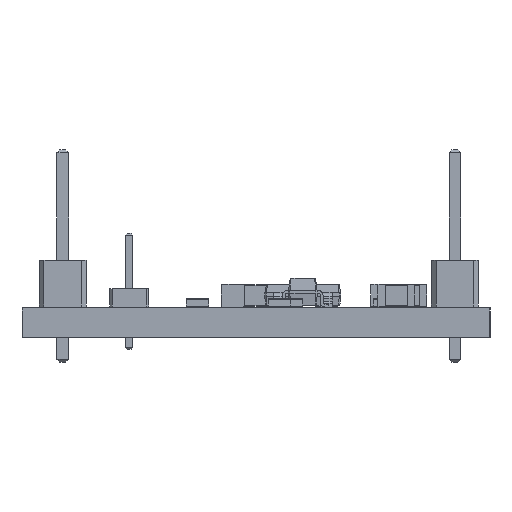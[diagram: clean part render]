
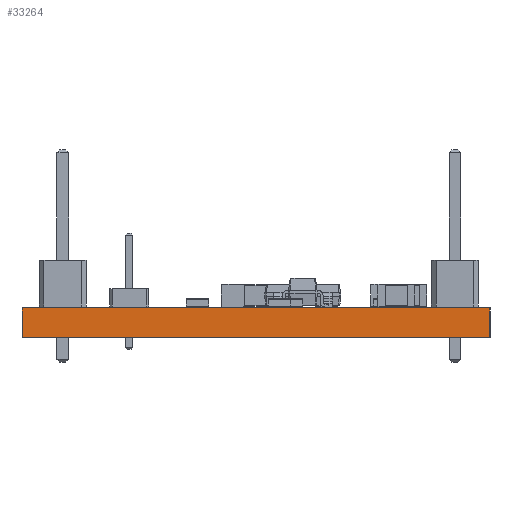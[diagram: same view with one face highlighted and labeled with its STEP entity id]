
A CAD part, left-side view. The second image highlights one B-rep face of the part: STEP entity #33264.
In plain terms, the highlighted planar face has unit normal (-1, 0, 0).
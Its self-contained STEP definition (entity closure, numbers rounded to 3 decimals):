
#33264 = ADVANCED_FACE('',(#33265),#33279,.F.);
#33265 = FACE_BOUND('',#33266,.F.);
#33266 = EDGE_LOOP('',(#33267,#33302,#33330,#33358));
#33267 = ORIENTED_EDGE('',*,*,#33268,.T.);
#33268 = EDGE_CURVE('',#33269,#33271,#33273,.T.);
#33269 = VERTEX_POINT('',#33270);
#33270 = CARTESIAN_POINT('',(101.6,-50.8,0.));
#33271 = VERTEX_POINT('',#33272);
#33272 = CARTESIAN_POINT('',(101.6,-50.8,1.6));
#33273 = SURFACE_CURVE('',#33274,(#33278,#33290),.PCURVE_S1.);
#33274 = LINE('',#33275,#33276);
#33275 = CARTESIAN_POINT('',(101.6,-50.8,0.));
#33276 = VECTOR('',#33277,1.);
#33277 = DIRECTION('',(0.,0.,1.));
#33278 = PCURVE('',#33279,#33284);
#33279 = PLANE('',#33280);
#33280 = AXIS2_PLACEMENT_3D('',#33281,#33282,#33283);
#33281 = CARTESIAN_POINT('',(101.6,-50.8,0.));
#33282 = DIRECTION('',(1.,0.,0.));
#33283 = DIRECTION('',(0.,-1.,0.));
#33284 = DEFINITIONAL_REPRESENTATION('',(#33285),#33289);
#33285 = LINE('',#33286,#33287);
#33286 = CARTESIAN_POINT('',(0.,0.));
#33287 = VECTOR('',#33288,1.);
#33288 = DIRECTION('',(0.,-1.));
#33289 = ( GEOMETRIC_REPRESENTATION_CONTEXT(2) 
PARAMETRIC_REPRESENTATION_CONTEXT() REPRESENTATION_CONTEXT('2D SPACE',''
  ) );
#33290 = PCURVE('',#33291,#33296);
#33291 = PLANE('',#33292);
#33292 = AXIS2_PLACEMENT_3D('',#33293,#33294,#33295);
#33293 = CARTESIAN_POINT('',(177.8,-50.8,0.));
#33294 = DIRECTION('',(0.,-1.,0.));
#33295 = DIRECTION('',(-1.,0.,0.));
#33296 = DEFINITIONAL_REPRESENTATION('',(#33297),#33301);
#33297 = LINE('',#33298,#33299);
#33298 = CARTESIAN_POINT('',(76.2,0.));
#33299 = VECTOR('',#33300,1.);
#33300 = DIRECTION('',(0.,-1.));
#33301 = ( GEOMETRIC_REPRESENTATION_CONTEXT(2) 
PARAMETRIC_REPRESENTATION_CONTEXT() REPRESENTATION_CONTEXT('2D SPACE',''
  ) );
#33302 = ORIENTED_EDGE('',*,*,#33303,.T.);
#33303 = EDGE_CURVE('',#33271,#33304,#33306,.T.);
#33304 = VERTEX_POINT('',#33305);
#33305 = CARTESIAN_POINT('',(101.6,-76.2,1.6));
#33306 = SURFACE_CURVE('',#33307,(#33311,#33318),.PCURVE_S1.);
#33307 = LINE('',#33308,#33309);
#33308 = CARTESIAN_POINT('',(101.6,-50.8,1.6));
#33309 = VECTOR('',#33310,1.);
#33310 = DIRECTION('',(0.,-1.,0.));
#33311 = PCURVE('',#33279,#33312);
#33312 = DEFINITIONAL_REPRESENTATION('',(#33313),#33317);
#33313 = LINE('',#33314,#33315);
#33314 = CARTESIAN_POINT('',(0.,-1.6));
#33315 = VECTOR('',#33316,1.);
#33316 = DIRECTION('',(1.,0.));
#33317 = ( GEOMETRIC_REPRESENTATION_CONTEXT(2) 
PARAMETRIC_REPRESENTATION_CONTEXT() REPRESENTATION_CONTEXT('2D SPACE',''
  ) );
#33318 = PCURVE('',#33319,#33324);
#33319 = PLANE('',#33320);
#33320 = AXIS2_PLACEMENT_3D('',#33321,#33322,#33323);
#33321 = CARTESIAN_POINT('',(139.7,-63.5,1.6));
#33322 = DIRECTION('',(0.,0.,1.));
#33323 = DIRECTION('',(1.,0.,0.));
#33324 = DEFINITIONAL_REPRESENTATION('',(#33325),#33329);
#33325 = LINE('',#33326,#33327);
#33326 = CARTESIAN_POINT('',(-38.1,12.7));
#33327 = VECTOR('',#33328,1.);
#33328 = DIRECTION('',(0.,-1.));
#33329 = ( GEOMETRIC_REPRESENTATION_CONTEXT(2) 
PARAMETRIC_REPRESENTATION_CONTEXT() REPRESENTATION_CONTEXT('2D SPACE',''
  ) );
#33330 = ORIENTED_EDGE('',*,*,#33331,.F.);
#33331 = EDGE_CURVE('',#33332,#33304,#33334,.T.);
#33332 = VERTEX_POINT('',#33333);
#33333 = CARTESIAN_POINT('',(101.6,-76.2,0.));
#33334 = SURFACE_CURVE('',#33335,(#33339,#33346),.PCURVE_S1.);
#33335 = LINE('',#33336,#33337);
#33336 = CARTESIAN_POINT('',(101.6,-76.2,0.));
#33337 = VECTOR('',#33338,1.);
#33338 = DIRECTION('',(0.,0.,1.));
#33339 = PCURVE('',#33279,#33340);
#33340 = DEFINITIONAL_REPRESENTATION('',(#33341),#33345);
#33341 = LINE('',#33342,#33343);
#33342 = CARTESIAN_POINT('',(25.4,0.));
#33343 = VECTOR('',#33344,1.);
#33344 = DIRECTION('',(0.,-1.));
#33345 = ( GEOMETRIC_REPRESENTATION_CONTEXT(2) 
PARAMETRIC_REPRESENTATION_CONTEXT() REPRESENTATION_CONTEXT('2D SPACE',''
  ) );
#33346 = PCURVE('',#33347,#33352);
#33347 = PLANE('',#33348);
#33348 = AXIS2_PLACEMENT_3D('',#33349,#33350,#33351);
#33349 = CARTESIAN_POINT('',(101.6,-76.2,0.));
#33350 = DIRECTION('',(0.,1.,0.));
#33351 = DIRECTION('',(1.,0.,0.));
#33352 = DEFINITIONAL_REPRESENTATION('',(#33353),#33357);
#33353 = LINE('',#33354,#33355);
#33354 = CARTESIAN_POINT('',(0.,0.));
#33355 = VECTOR('',#33356,1.);
#33356 = DIRECTION('',(0.,-1.));
#33357 = ( GEOMETRIC_REPRESENTATION_CONTEXT(2) 
PARAMETRIC_REPRESENTATION_CONTEXT() REPRESENTATION_CONTEXT('2D SPACE',''
  ) );
#33358 = ORIENTED_EDGE('',*,*,#33359,.F.);
#33359 = EDGE_CURVE('',#33269,#33332,#33360,.T.);
#33360 = SURFACE_CURVE('',#33361,(#33365,#33372),.PCURVE_S1.);
#33361 = LINE('',#33362,#33363);
#33362 = CARTESIAN_POINT('',(101.6,-50.8,0.));
#33363 = VECTOR('',#33364,1.);
#33364 = DIRECTION('',(0.,-1.,0.));
#33365 = PCURVE('',#33279,#33366);
#33366 = DEFINITIONAL_REPRESENTATION('',(#33367),#33371);
#33367 = LINE('',#33368,#33369);
#33368 = CARTESIAN_POINT('',(0.,0.));
#33369 = VECTOR('',#33370,1.);
#33370 = DIRECTION('',(1.,0.));
#33371 = ( GEOMETRIC_REPRESENTATION_CONTEXT(2) 
PARAMETRIC_REPRESENTATION_CONTEXT() REPRESENTATION_CONTEXT('2D SPACE',''
  ) );
#33372 = PCURVE('',#33373,#33378);
#33373 = PLANE('',#33374);
#33374 = AXIS2_PLACEMENT_3D('',#33375,#33376,#33377);
#33375 = CARTESIAN_POINT('',(139.7,-63.5,0.));
#33376 = DIRECTION('',(0.,0.,1.));
#33377 = DIRECTION('',(1.,0.,0.));
#33378 = DEFINITIONAL_REPRESENTATION('',(#33379),#33383);
#33379 = LINE('',#33380,#33381);
#33380 = CARTESIAN_POINT('',(-38.1,12.7));
#33381 = VECTOR('',#33382,1.);
#33382 = DIRECTION('',(0.,-1.));
#33383 = ( GEOMETRIC_REPRESENTATION_CONTEXT(2) 
PARAMETRIC_REPRESENTATION_CONTEXT() REPRESENTATION_CONTEXT('2D SPACE',''
  ) );
